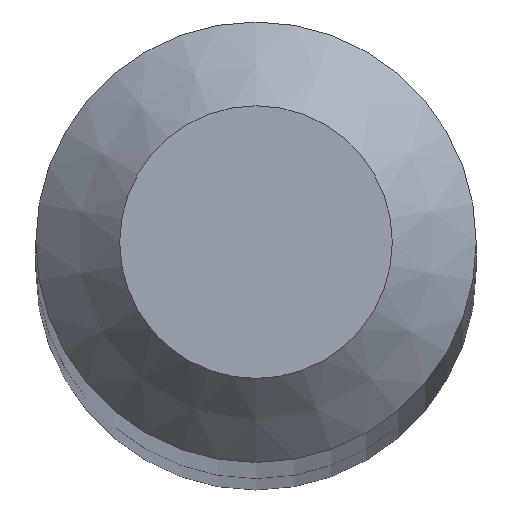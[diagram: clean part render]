
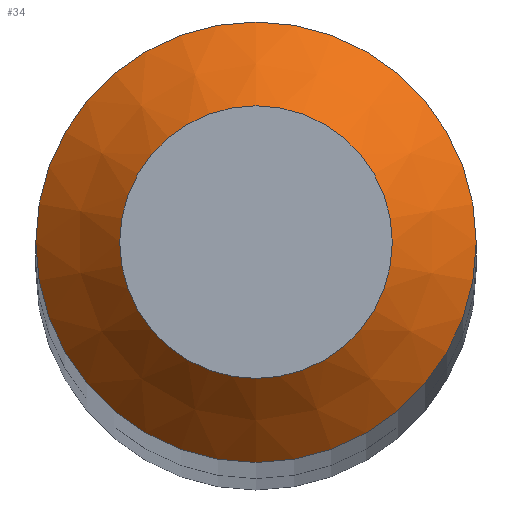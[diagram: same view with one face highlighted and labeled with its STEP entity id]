
A CAD part, top view. The second image highlights one B-rep face of the part: STEP entity #34.
In plain terms, the highlighted conical face has half-angle 45 degrees and reference radius 0.325 mm.
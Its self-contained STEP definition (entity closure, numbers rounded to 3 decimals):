
#6 = DIRECTION ( 'NONE',  ( 0., 0., -1. ) ) ;
#8 = DIRECTION ( 'NONE',  ( 0., 1., 0. ) ) ;
#21 = ORIENTED_EDGE ( 'NONE', *, *, #43, .F. ) ;
#24 = VERTEX_POINT ( 'NONE', #88 ) ;
#31 = CIRCLE ( 'NONE', #57, 0.525 ) ;
#34 = ADVANCED_FACE ( 'NONE', ( #98, #91 ), #192, .T. ) ;
#35 = ORIENTED_EDGE ( 'NONE', *, *, #119, .T. ) ;
#43 = EDGE_CURVE ( 'NONE', #24, #24, #31, .T. ) ;
#54 = CARTESIAN_POINT ( 'NONE',  ( 0., 0., 38. ) ) ;
#57 = AXIS2_PLACEMENT_3D ( 'NONE', #115, #6, #74 ) ;
#58 = DIRECTION ( 'NONE',  ( 0., 0., -1. ) ) ;
#73 = VERTEX_POINT ( 'NONE', #132 ) ;
#74 = DIRECTION ( 'NONE',  ( 0., 1., 0. ) ) ;
#76 = DIRECTION ( 'NONE',  ( 0., 1., 0. ) ) ;
#85 = EDGE_LOOP ( 'NONE', ( #21 ) ) ;
#86 = AXIS2_PLACEMENT_3D ( 'NONE', #149, #197, #76 ) ;
#88 = CARTESIAN_POINT ( 'NONE',  ( 0., 0.525, 37.8 ) ) ;
#91 = FACE_BOUND ( 'NONE', #190, .T. ) ;
#97 = CIRCLE ( 'NONE', #189, 0.325 ) ;
#98 = FACE_OUTER_BOUND ( 'NONE', #85, .T. ) ;
#115 = CARTESIAN_POINT ( 'NONE',  ( 0., 0., 37.8 ) ) ;
#119 = EDGE_CURVE ( 'NONE', #73, #73, #97, .T. ) ;
#132 = CARTESIAN_POINT ( 'NONE',  ( 0., 0.325, 38. ) ) ;
#149 = CARTESIAN_POINT ( 'NONE',  ( 0., 0., 38. ) ) ;
#189 = AXIS2_PLACEMENT_3D ( 'NONE', #54, #58, #8 ) ;
#190 = EDGE_LOOP ( 'NONE', ( #35 ) ) ;
#192 = CONICAL_SURFACE ( 'NONE', #86, 0.325, 0.785 ) ;
#197 = DIRECTION ( 'NONE',  ( 0., 0., -1. ) ) ;
